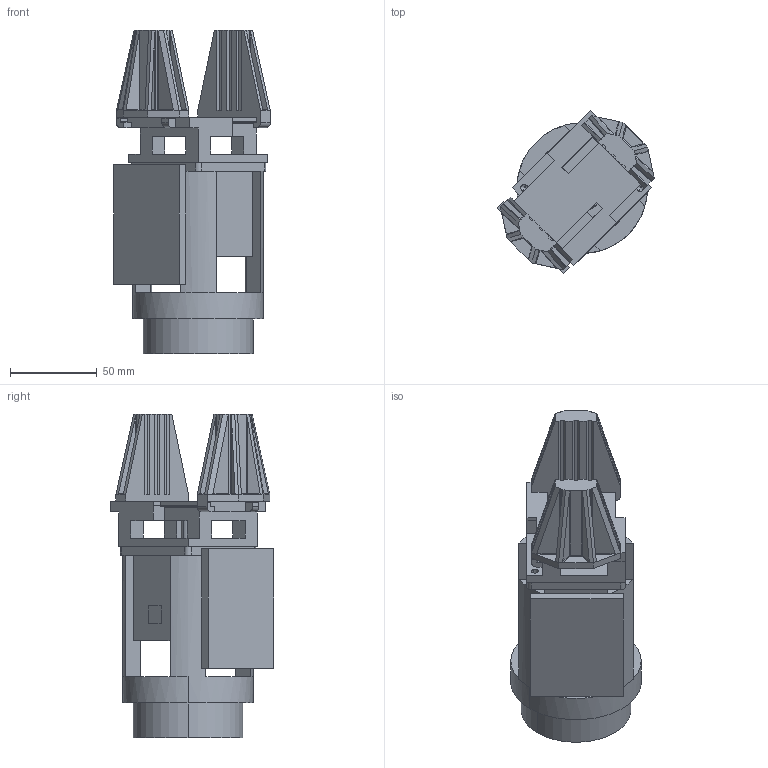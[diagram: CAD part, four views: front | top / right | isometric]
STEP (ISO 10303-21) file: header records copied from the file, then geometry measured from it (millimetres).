
FILE_DESCRIPTION(('CATIA V5 STEP Exchange'),'2;1');
FILE_NAME('HF1_ass.stp','2020-05-20T16:04:41+00:00',('none'),('none'),'CATIA Version 5 Release 19 SP 9 (IN-10)','CATIA V5 STEP AP203','none');
FILE_SCHEMA(('CONFIG_CONTROL_DESIGN'));
Length unit declared in the file: millimetre
Products named in the file (1): BME_Start_Product_V0_0
Assembly tree (8 placements, depth 2):
  BME_Start_Product_V0_0
    #58
    #2308  x2
    #5721
    #7426
    #8339
    #8513
    #10769
Bounding box: 90.03 x 93.97 x 186 mm (x, y, z)
Volume: 409199.4 mm3; surface area: 107204 mm2
Topology: 8 solids, 8 shells, 480 faces, 1237 edges, 751 vertices
Faces by surface type: plane 235, cylinder 165, cone 48, sphere 26, torus 6
Entity records: 10917 total; most frequent: CARTESIAN_POINT 2191, ORIENTED_EDGE 1862, DIRECTION 1527, EDGE_CURVE 931, VECTOR 610, LINE 610, AXIS2_PLACEMENT_3D 597, VERTEX_POINT 587
